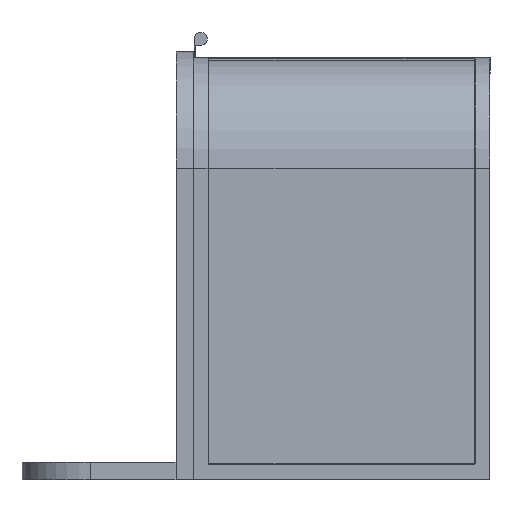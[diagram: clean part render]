
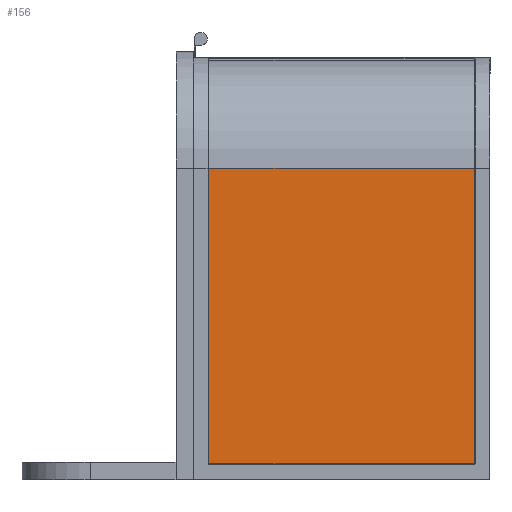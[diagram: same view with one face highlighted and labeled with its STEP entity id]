
A CAD part, left-side view. The second image highlights one B-rep face of the part: STEP entity #156.
In plain terms, the highlighted planar face has unit normal (-1, 0, 0).
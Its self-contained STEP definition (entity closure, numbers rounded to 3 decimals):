
#156 = ADVANCED_FACE ( 'NONE', ( #3101 ), #426, .F. ) ;
#193 = VERTEX_POINT ( 'NONE', #484 ) ;
#231 = EDGE_LOOP ( 'NONE', ( #2300, #996, #2531, #1033 ) ) ;
#426 = PLANE ( 'NONE',  #2590 ) ;
#451 = VECTOR ( 'NONE', #2203, 1000. ) ;
#484 = CARTESIAN_POINT ( 'NONE',  ( -143., 18.5, -474.5 ) ) ;
#585 = EDGE_CURVE ( 'NONE', #193, #2125, #1853, .T. ) ;
#687 = VECTOR ( 'NONE', #2103, 1000. ) ;
#831 = DIRECTION ( 'NONE',  ( 0., -1., 0. ) ) ;
#951 = DIRECTION ( 'NONE',  ( 0., 0., -1. ) ) ;
#993 = CARTESIAN_POINT ( 'NONE',  ( -143., 328.5, -475. ) ) ;
#996 = ORIENTED_EDGE ( 'NONE', *, *, #1263, .T. ) ;
#1033 = ORIENTED_EDGE ( 'NONE', *, *, #585, .T. ) ;
#1086 = CARTESIAN_POINT ( 'NONE',  ( -143., 18., -474.5 ) ) ;
#1144 = VERTEX_POINT ( 'NONE', #2800 ) ;
#1180 = CARTESIAN_POINT ( 'NONE',  ( -143., 838.94, -129. ) ) ;
#1263 = EDGE_CURVE ( 'NONE', #1523, #1144, #1456, .T. ) ;
#1309 = VECTOR ( 'NONE', #831, 1000. ) ;
#1333 = EDGE_CURVE ( 'NONE', #1523, #2125, #2141, .T. ) ;
#1456 = LINE ( 'NONE', #993, #451 ) ;
#1478 = EDGE_CURVE ( 'NONE', #1144, #193, #2468, .T. ) ;
#1523 = VERTEX_POINT ( 'NONE', #1530 ) ;
#1530 = CARTESIAN_POINT ( 'NONE',  ( -143., 328.5, -129. ) ) ;
#1853 = LINE ( 'NONE', #2665, #687 ) ;
#2103 = DIRECTION ( 'NONE',  ( 0., 0., 1. ) ) ;
#2125 = VERTEX_POINT ( 'NONE', #2730 ) ;
#2141 = LINE ( 'NONE', #1180, #2608 ) ;
#2203 = DIRECTION ( 'NONE',  ( 0., 0., -1. ) ) ;
#2300 = ORIENTED_EDGE ( 'NONE', *, *, #1333, .F. ) ;
#2468 = LINE ( 'NONE', #1086, #1309 ) ;
#2531 = ORIENTED_EDGE ( 'NONE', *, *, #1478, .T. ) ;
#2590 = AXIS2_PLACEMENT_3D ( 'NONE', #2595, #3136, #951 ) ;
#2595 = CARTESIAN_POINT ( 'NONE',  ( -143., 838.94, -475. ) ) ;
#2608 = VECTOR ( 'NONE', #2871, 1000. ) ;
#2665 = CARTESIAN_POINT ( 'NONE',  ( -143., 18.5, -475. ) ) ;
#2730 = CARTESIAN_POINT ( 'NONE',  ( -143., 18.5, -129. ) ) ;
#2800 = CARTESIAN_POINT ( 'NONE',  ( -143., 328.5, -474.5 ) ) ;
#2871 = DIRECTION ( 'NONE',  ( 0., -1., 0. ) ) ;
#3101 = FACE_OUTER_BOUND ( 'NONE', #231, .T. ) ;
#3136 = DIRECTION ( 'NONE',  ( 1., 0., 0. ) ) ;
